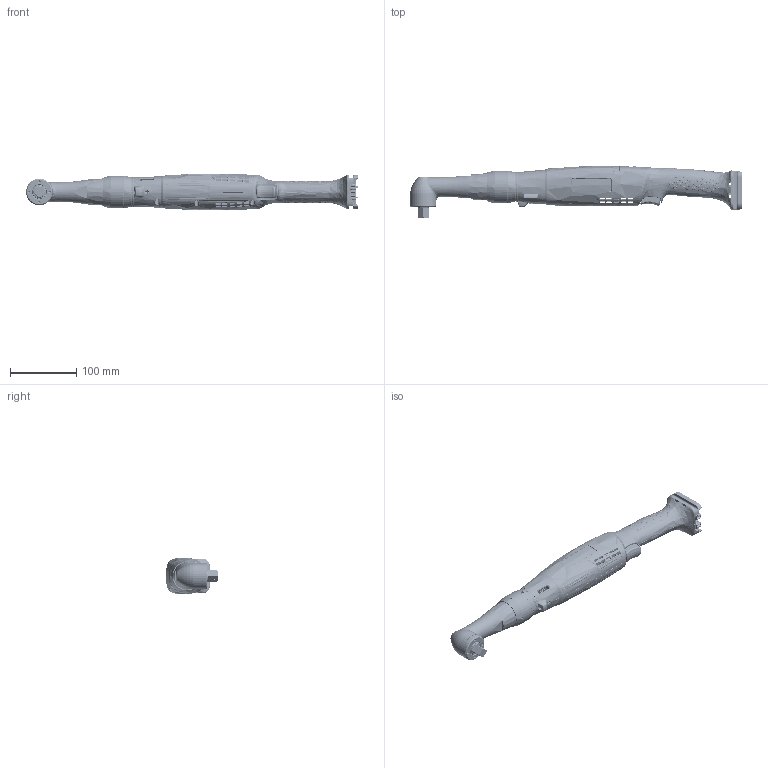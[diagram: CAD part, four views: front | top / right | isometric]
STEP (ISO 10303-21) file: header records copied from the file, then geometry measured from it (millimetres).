
FILE_DESCRIPTION((''),'2;1');
FILE_NAME('8431127560_ASM','2018-06-06T',('greextsd'),(''),'CREO PARAMETRIC BY PTC INC, 2017300','CREO PARAMETRIC BY PTC INC, 2017300','');
FILE_SCHEMA(('AUTOMOTIVE_DESIGN { 1 0 10303 214 1 1 1 1 }'));
Products named in the file (24): 4220511200; 4220511201; 6153933380_ASM; 4211541702; 6153100580; 6153972430_ASM; 6153972330_ASM; 6153121090; 4220511300; 6155654320; 6157850910; 6155211112; 6156370830; 6156250660; 6155211110_ASM; 6156721580; 6153979160_ASM; 6156731810; 6156731820; 6153978590_ASM; 6156101520; 6156662440; 6155960270; 8431127560_ASM
Assembly tree (30 placements, depth 5):
  8431127560_ASM
    6153933380_ASM
      4220511200
      4220511201
    4211541702
    6153972330_ASM
      6153972430_ASM
        6153100580
    6153121090
    4220511300
    6153978590_ASM
      6153979160_ASM
        6155654320
        6157850910
        6155211110_ASM
          6155211112
          6156370830
          6156250660
        6156721580
      6156731810
      6156731820
    6156101520  x8
    6156662440
    6155960270
Bounding box: 501.4 x 78.69 x 55.55 mm (x, y, z)
Volume: 318596.3 mm3; surface area: 272424.1 mm2
Topology: 27 solids, 41 shells, 7560 faces, 19784 edges, 12464 vertices
Faces by surface type: plane 2876, bspline 2684, cylinder 985, cone 446, torus 274, extrusion 150, sphere 144, revolution 1
Entity records: 452714 total; most frequent: CARTESIAN_POINT 221056, ORIENTED_EDGE 37730, DIRECTION 22272, PRESENTATION_STYLE_ASSIGNMENT 19927, EDGE_CURVE 18879, STYLED_ITEM 17378, CURVE_STYLE 17326, VERTEX_POINT 11949
